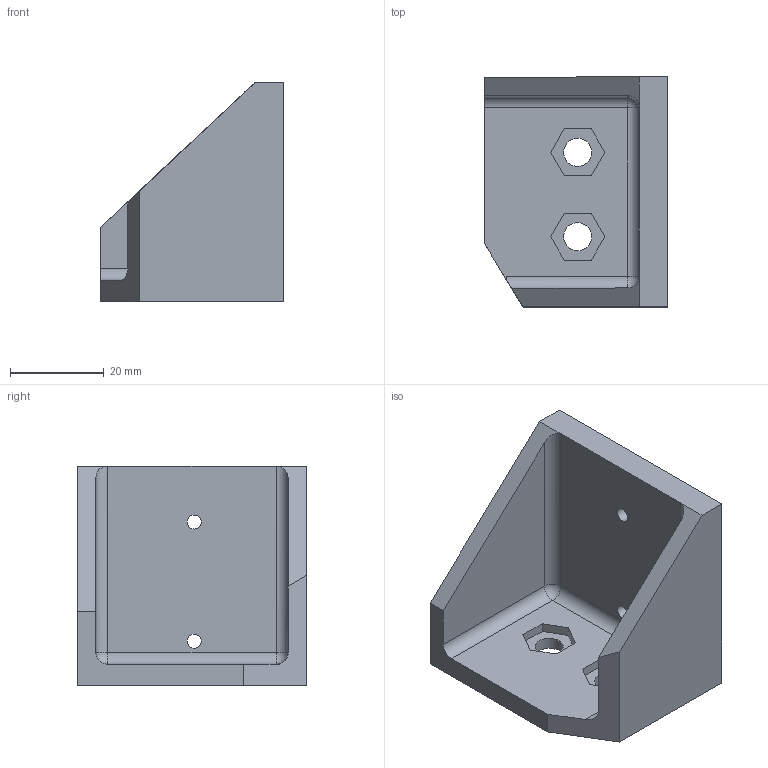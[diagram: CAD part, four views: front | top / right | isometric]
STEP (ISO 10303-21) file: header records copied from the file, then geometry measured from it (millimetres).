
FILE_DESCRIPTION(/* description */ (''),/* implementation_level */ '2;1');
FILE_NAME(/* name */ 'gunbox_bracket.step',/* time_stamp */ '2021-11-01T20:08:12+01:00',/* author */ (''),/* organization */ (''),/* preprocessor_version */ 'ST-DEVELOPER v18.1',/* originating_system */ 'Autodesk Translation Framework v10.10.0.1391',/* authorisation */ '');
FILE_SCHEMA (('AUTOMOTIVE_DESIGN { 1 0 10303 214 3 1 1 }'));
Length unit declared in the file: millimetre
Products named in the file (1): gunbox_bracket
Bounding box: 39 x 49 x 46.8 mm (x, y, z)
Volume: 27255.6 mm3; surface area: 12350.7 mm2
Topology: 1 solids, 1 shells, 39 faces, 97 edges, 62 vertices
Faces by surface type: plane 28, cylinder 9, sphere 2
Full cylindrical faces by diameter (mm): 3 x2, 6 x2
Entity records: 1202 total; most frequent: CARTESIAN_POINT 199, DIRECTION 196, ORIENTED_EDGE 194, EDGE_CURVE 97, LINE 78, VECTOR 78, VERTEX_POINT 62, AXIS2_PLACEMENT_3D 59
